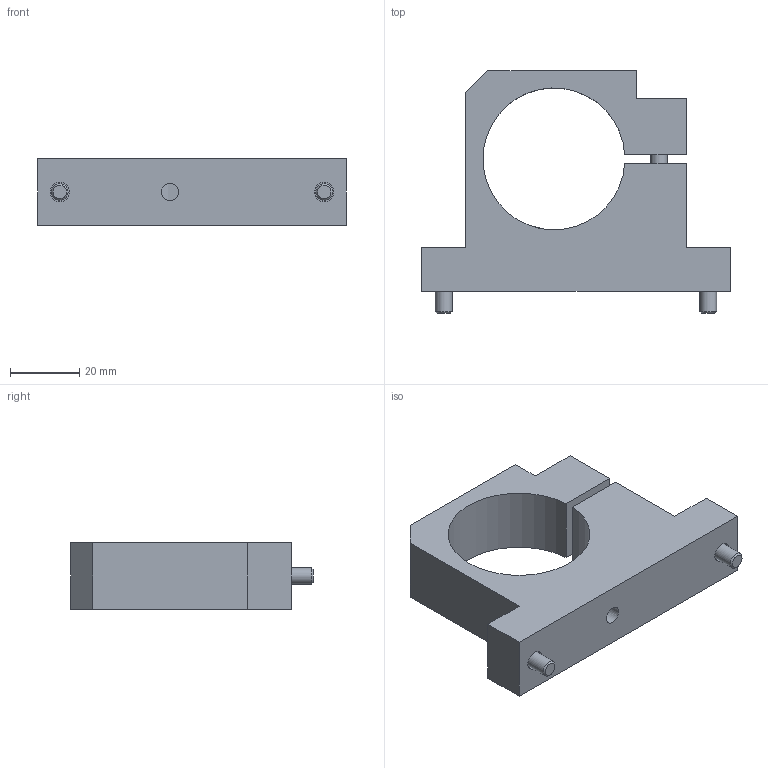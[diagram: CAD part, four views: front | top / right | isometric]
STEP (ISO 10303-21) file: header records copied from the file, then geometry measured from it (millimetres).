
FILE_DESCRIPTION((''),'2;1');
FILE_NAME('6270.stp','2005-09-23T12:24:56',('PODLENA'),(''),'Autodesk Inventor 10','Autodesk Inventor 10','');
FILE_SCHEMA(('AUTOMOTIVE_DESIGN { 1 0 10303 214 1 1 1 1 }'));
Length unit declared in the file: inch
Products named in the file (3): 6270; 6271; 2
Assembly tree (4 placements, depth 2):
  6270
    6271
    2  x3
Bounding box: 88.9 x 69.85 x 19.05 mm (x, y, z)
Volume: 53215.7 mm3; surface area: 17084.8 mm2
Topology: 4 solids, 4 shells, 80 faces, 178 edges, 115 vertices
Faces by surface type: plane 46, bspline 15, cylinder 10, cone 9
Full cylindrical faces by diameter (mm): 4.826 x6, 7.925 x3
Entity records: 1494 total; most frequent: CARTESIAN_POINT 459, DIRECTION 187, ORIENTED_EDGE 176, EDGE_CURVE 88, EDGE_LOOP 75, VERTEX_POINT 67, AXIS2_PLACEMENT_3D 66, VECTOR 55
